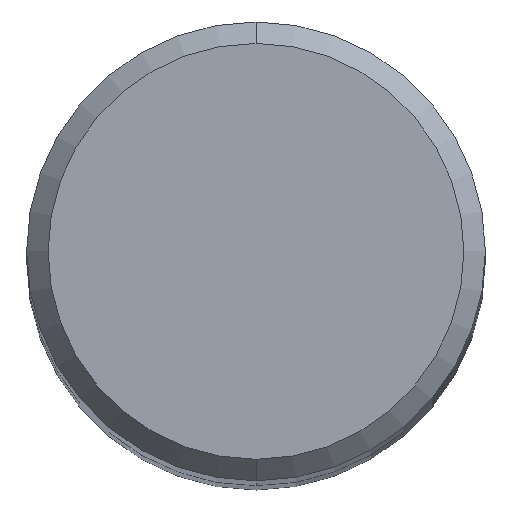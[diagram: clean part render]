
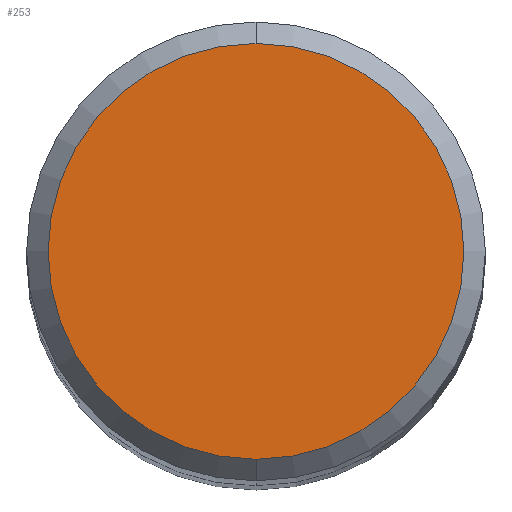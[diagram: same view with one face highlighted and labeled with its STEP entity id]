
A CAD part, top view. The second image highlights one B-rep face of the part: STEP entity #253.
In plain terms, the highlighted planar face has unit normal (0, 0, 1).
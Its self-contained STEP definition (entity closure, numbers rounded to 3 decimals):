
#221=VERTEX_POINT('',#504);
#253=ADVANCED_FACE('',(#541),#542,.T.);
#313=EDGE_CURVE('',#383,#221,#608,.T.);
#345=EDGE_CURVE('',#221,#383,#643,.T.);
#383=VERTEX_POINT('',#684);
#504=CARTESIAN_POINT('',(0.0,5.8,0.0));
#541=FACE_OUTER_BOUND('',#948,.T.);
#542=PLANE('',#949);
#608=CIRCLE('',#1070,5.8);
#643=CIRCLE('',#1177,5.8);
#684=CARTESIAN_POINT('',(0.,-5.8,0.0));
#948=EDGE_LOOP('',(#1509,#1510));
#949=AXIS2_PLACEMENT_3D('',#1511,#1512,#1513);
#1070=AXIS2_PLACEMENT_3D('',#1586,#1587,#1588);
#1177=AXIS2_PLACEMENT_3D('',#1630,#1631,#1632);
#1509=ORIENTED_EDGE('',*,*,#345,.F.);
#1510=ORIENTED_EDGE('',*,*,#313,.F.);
#1511=CARTESIAN_POINT('',(0.0,2.9,0.0));
#1512=DIRECTION('',(-0.0,0.0,1.0));
#1513=DIRECTION('',(0.0,-1.0,0.0));
#1586=CARTESIAN_POINT('',(0.0,0.0,0.0));
#1587=DIRECTION('',(0.0,0.0,-1.0));
#1588=DIRECTION('',(0.0,1.0,0.0));
#1630=CARTESIAN_POINT('',(0.0,0.0,0.0));
#1631=DIRECTION('',(0.0,0.0,-1.0));
#1632=DIRECTION('',(0.0,1.0,0.0));
